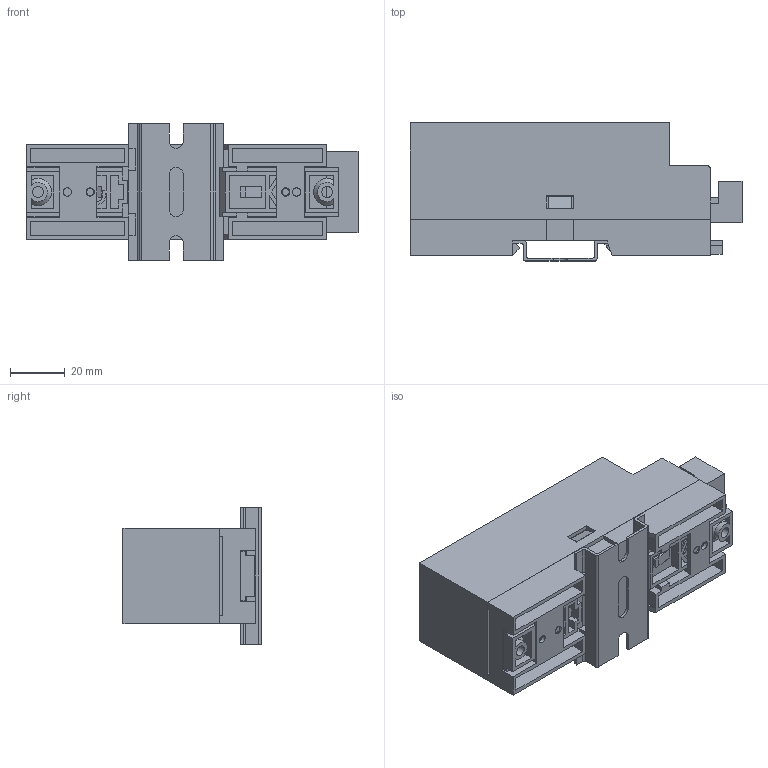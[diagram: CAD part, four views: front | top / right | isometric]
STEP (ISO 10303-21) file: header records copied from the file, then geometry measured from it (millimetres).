
FILE_DESCRIPTION (( 'STEP AP214' ), '1' );
FILE_NAME ('CEB-35-03.STEP', '2023-05-09T12:17:09', ( '' ), ( '' ), 'SwSTEP 2.0', 'SolidWorks 2017', '' );
FILE_SCHEMA (( 'AUTOMOTIVE_DESIGN' ));
Length unit declared in the file: millimetre
Products named in the file (11): Screw-smallest; CESP-35; Rail-50; TopCover CEBC-35; Euro Terminal5mm-Plug-In-6Way; Base plate - MDB-35 - New; Clip-Small; Screw-small; Base PCB-MDP-35-01; Clip-Big; CEB-35-03
Assembly tree (14 placements, depth 2):
  CEB-35-03
    Base plate - MDB-35 - New
    Clip-Small
    Clip-Big
    Base PCB-MDP-35-01
    Rail-50
    Euro Terminal5mm-Plug-In-6Way
    Screw-small  x2
    CESP-35
    Screw-smallest  x4
    TopCover CEBC-35
Bounding box: 121.6 x 50.55 x 50 mm (x, y, z)
Volume: 50796.4 mm3; surface area: 69728.2 mm2
Topology: 14 solids, 14 shells, 810 faces, 2186 edges, 1420 vertices
Faces by surface type: plane 549, cylinder 183, cone 40, torus 22, bspline 16
Entity records: 22830 total; most frequent: CARTESIAN_POINT 4167, ORIENTED_EDGE 3832, DIRECTION 3670, EDGE_CURVE 1916, VECTOR 1474, LINE 1474, VERTEX_POINT 1253, AXIS2_PLACEMENT_3D 1098
